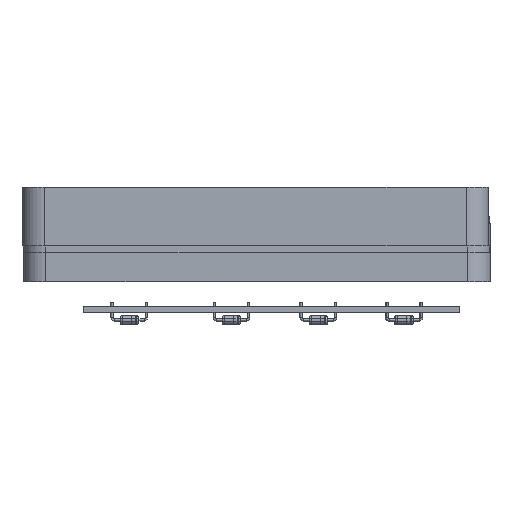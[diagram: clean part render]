
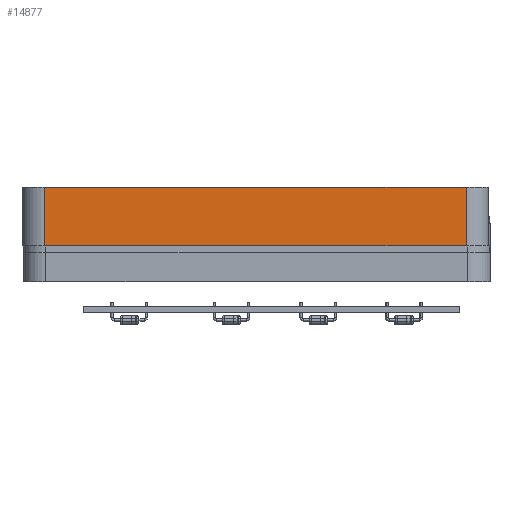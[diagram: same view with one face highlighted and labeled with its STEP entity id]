
A CAD part, left-side view. The second image highlights one B-rep face of the part: STEP entity #14877.
In plain terms, the highlighted planar face has unit normal (-1, 0, 0).
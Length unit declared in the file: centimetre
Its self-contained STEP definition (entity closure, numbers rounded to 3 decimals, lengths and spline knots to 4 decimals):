
#1338=PLANE('',#15601);
#1910=FACE_OUTER_BOUND('',#2738,.T.);
#2738=EDGE_LOOP('',(#12572,#12573,#12574,#12575));
#4091=LINE('',#26185,#5335);
#4093=LINE('',#26191,#5337);
#4094=LINE('',#26193,#5338);
#4095=LINE('',#26194,#5339);
#5335=VECTOR('',#17957,1.);
#5337=VECTOR('',#17963,1.);
#5338=VECTOR('',#17964,1.);
#5339=VECTOR('',#17965,1.);
#7119=VERTEX_POINT('',#26182);
#7120=VERTEX_POINT('',#26184);
#7122=VERTEX_POINT('',#26190);
#7123=VERTEX_POINT('',#26192);
#9022=EDGE_CURVE('',#7119,#7120,#4091,.T.);
#9025=EDGE_CURVE('',#7122,#7119,#4093,.T.);
#9026=EDGE_CURVE('',#7123,#7122,#4094,.T.);
#9027=EDGE_CURVE('',#7120,#7123,#4095,.T.);
#12572=ORIENTED_EDGE('',*,*,#9022,.F.);
#12573=ORIENTED_EDGE('',*,*,#9025,.F.);
#12574=ORIENTED_EDGE('',*,*,#9026,.F.);
#12575=ORIENTED_EDGE('',*,*,#9027,.F.);
#14877=ADVANCED_FACE('',(#1910),#1338,.T.);
#15601=AXIS2_PLACEMENT_3D('',#26189,#17961,#17962);
#17957=DIRECTION('',(0.,0.,-1.));
#17961=DIRECTION('center_axis',(-1.,0.,0.));
#17962=DIRECTION('ref_axis',(0.,-1.,0.));
#17963=DIRECTION('',(0.,-1.,0.));
#17964=DIRECTION('',(0.,0.,1.));
#17965=DIRECTION('',(0.,1.,0.));
#26182=CARTESIAN_POINT('',(-7.95,-3.906,1.3));
#26184=CARTESIAN_POINT('',(-7.95,-3.906,0.));
#26185=CARTESIAN_POINT('',(-7.95,-3.906,0.));
#26189=CARTESIAN_POINT('Origin',(-7.95,5.95,0.));
#26190=CARTESIAN_POINT('',(-7.95,5.45,1.3));
#26191=CARTESIAN_POINT('',(-7.95,-4.406,1.3));
#26192=CARTESIAN_POINT('',(-7.95,5.45,0.));
#26193=CARTESIAN_POINT('',(-7.95,5.45,0.));
#26194=CARTESIAN_POINT('',(-7.95,-4.406,0.));
